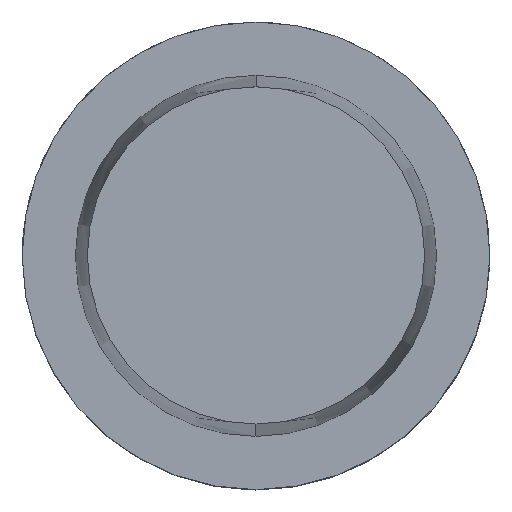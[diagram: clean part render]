
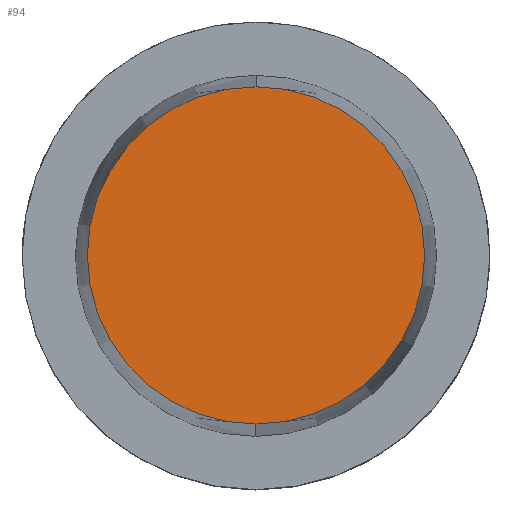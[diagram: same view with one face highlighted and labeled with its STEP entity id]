
A CAD part, top view. The second image highlights one B-rep face of the part: STEP entity #94.
In plain terms, the highlighted planar face has unit normal (0, 0, 1).
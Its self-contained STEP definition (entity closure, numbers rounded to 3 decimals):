
#75=FACE_OUTER_BOUND('',#155,.T.);
#94=ADVANCED_FACE('',(#75),#102,.F.);
#102=PLANE('',#380);
#155=EDGE_LOOP('',(#216,#217));
#216=ORIENTED_EDGE('',*,*,#285,.T.);
#217=ORIENTED_EDGE('',*,*,#286,.T.);
#253=VERTEX_POINT('',#566);
#254=VERTEX_POINT('',#567);
#285=EDGE_CURVE('',#253,#254,#312,.T.);
#286=EDGE_CURVE('',#254,#253,#313,.T.);
#312=CIRCLE('',#378,22.717);
#313=CIRCLE('',#379,22.717);
#378=AXIS2_PLACEMENT_3D('',#565,#476,#477);
#379=AXIS2_PLACEMENT_3D('',#568,#478,#479);
#380=AXIS2_PLACEMENT_3D('',#569,#480,#481);
#476=DIRECTION('',(0.,0.,1.));
#477=DIRECTION('',(-1.,0.,0.));
#478=DIRECTION('',(0.,0.,1.));
#479=DIRECTION('',(-1.,0.,0.));
#480=DIRECTION('',(0.,0.,-1.));
#481=DIRECTION('',(0.,-1.,0.));
#565=CARTESIAN_POINT('',(0.,0.,32.));
#566=CARTESIAN_POINT('',(0.,-22.717,32.));
#567=CARTESIAN_POINT('',(0.,22.717,32.));
#568=CARTESIAN_POINT('',(0.,0.,32.));
#569=CARTESIAN_POINT('',(0.,0.,32.));
